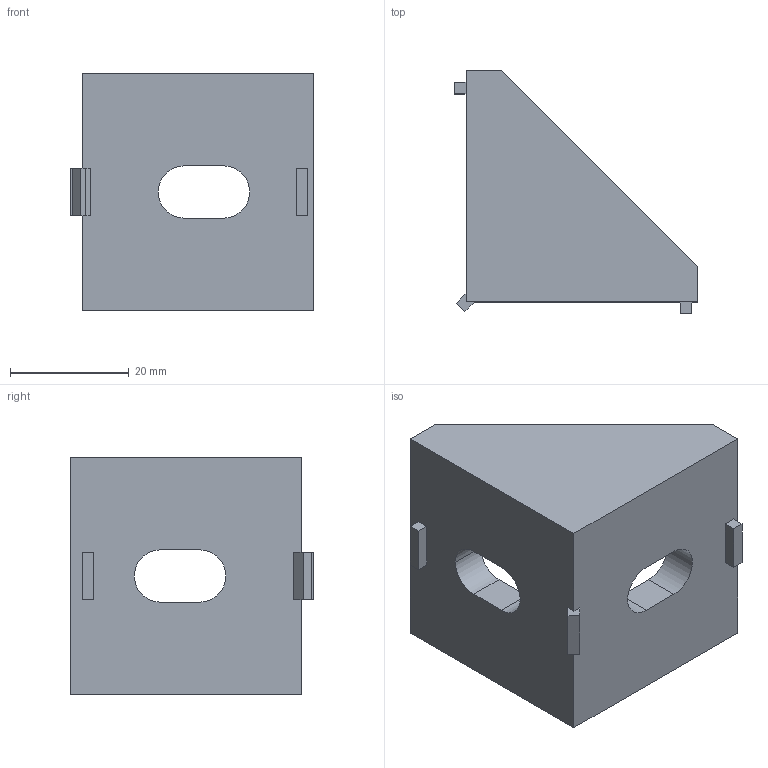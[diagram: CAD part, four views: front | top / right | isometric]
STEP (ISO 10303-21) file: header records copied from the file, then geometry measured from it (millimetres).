
FILE_DESCRIPTION (( 'STEP AP214' ), '1' );
FILE_NAME ('1.46.204.4039.1.STEP', '2024-10-11T19:08:42', ( '' ), ( '' ), 'SwSTEP 2.0', 'SolidWorks 2024', '' );
FILE_SCHEMA (( 'AUTOMOTIVE_DESIGN' ));
Length unit declared in the file: millimetre
Products named in the file (1): 1.46.204.4039.1
Bounding box: 41 x 41 x 40 mm (x, y, z)
Volume: 19201.3 mm3; surface area: 9298.8 mm2
Topology: 1 solids, 1 shells, 38 faces, 100 edges, 66 vertices
Faces by surface type: plane 32, cylinder 6
Entity records: 1191 total; most frequent: CARTESIAN_POINT 205, ORIENTED_EDGE 200, DIRECTION 190, EDGE_CURVE 100, VECTOR 88, LINE 88, VERTEX_POINT 66, AXIS2_PLACEMENT_3D 51
